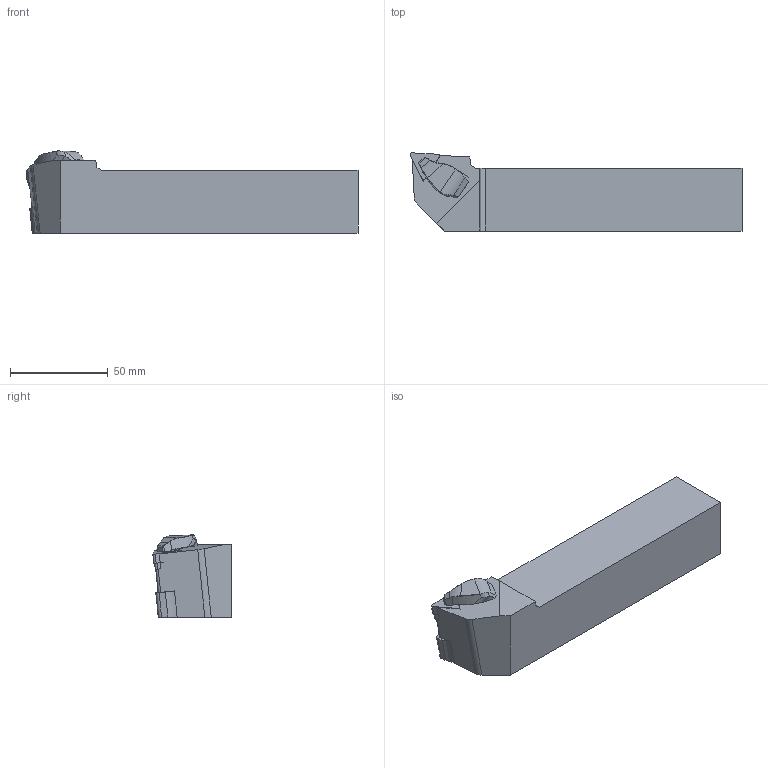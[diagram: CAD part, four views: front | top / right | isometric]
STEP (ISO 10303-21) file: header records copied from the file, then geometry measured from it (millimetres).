
FILE_DESCRIPTION(/* description */ (''),/* implementation_level */ '2;1');
FILE_NAME(/* name */ 'TTJNL-3232-P16-H.stp',/* time_stamp */ '2023-10-18T15:49:23+03:00',/* author */ (''),/* organization */ (''),/* preprocessor_version */ 'ST-DEVELOPER v19.4',/* originating_system */ 'SIEMENS PLM Software NX2306.3001',/* authorisation */ '');
FILE_SCHEMA (('AUTOMOTIVE_DESIGN { 1 0 10303 214 3 1 1 1 }'));
Length unit declared in the file: millimetre
Products named in the file (1): TTJNR-3232-P16-H
Bounding box: 169.47 x 39.93 x 41.94 mm (x, y, z)
Volume: 177115.1 mm3; surface area: 25110.5 mm2
Topology: 2 solids, 2 shells, 115 faces, 296 edges, 187 vertices
Faces by surface type: plane 61, bspline 22, cylinder 18, cone 11, extrusion 2, torus 1
Entity records: 3780 total; most frequent: CARTESIAN_POINT 1153, ORIENTED_EDGE 592, DIRECTION 452, EDGE_CURVE 296, VERTEX_POINT 187, VECTOR 158, LINE 156, AXIS2_PLACEMENT_3D 147
